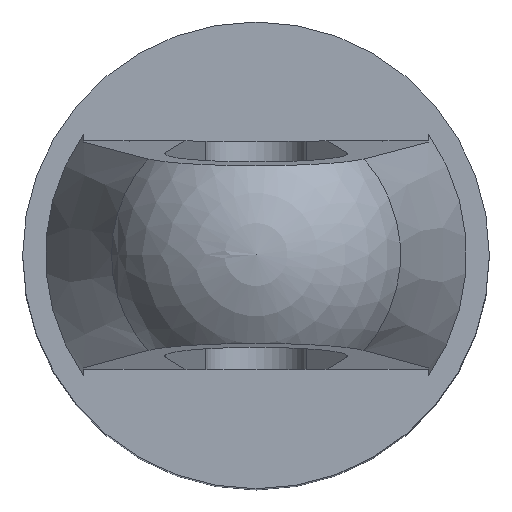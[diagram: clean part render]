
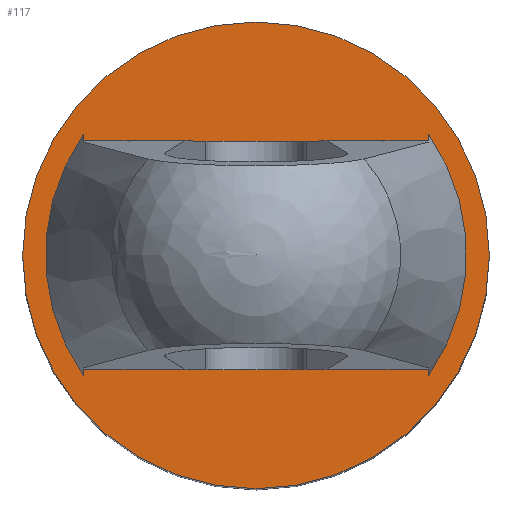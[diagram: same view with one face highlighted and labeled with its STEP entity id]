
A CAD part, top view. The second image highlights one B-rep face of the part: STEP entity #117.
In plain terms, the highlighted planar face has unit normal (0, 0, 1).
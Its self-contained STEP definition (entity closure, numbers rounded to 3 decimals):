
#117 = ADVANCED_FACE( '', ( #249, #250 ), #251, .T. );
#249 = FACE_BOUND( '', #396, .T. );
#250 = FACE_OUTER_BOUND( '', #397, .T. );
#251 = PLANE( '', #398 );
#396 = EDGE_LOOP( '', ( #682, #683, #684, #685, #686, #687 ) );
#397 = EDGE_LOOP( '', ( #688 ) );
#398 = AXIS2_PLACEMENT_3D( '', #689, #690, #691 );
#682 = ORIENTED_EDGE( '', *, *, #983, .T. );
#683 = ORIENTED_EDGE( '', *, *, #940, .F. );
#684 = ORIENTED_EDGE( '', *, *, #1004, .F. );
#685 = ORIENTED_EDGE( '', *, *, #890, .T. );
#686 = ORIENTED_EDGE( '', *, *, #1005, .T. );
#687 = ORIENTED_EDGE( '', *, *, #949, .T. );
#688 = ORIENTED_EDGE( '', *, *, #895, .F. );
#689 = CARTESIAN_POINT( '', ( -1.675, 0., 3.5 ) );
#690 = DIRECTION( '', ( 0., 0., 1. ) );
#691 = DIRECTION( '', ( 1., 0., 0. ) );
#890 = EDGE_CURVE( '', #1059, #1060, #1061, .T. );
#895 = EDGE_CURVE( '', #1068, #1068, #1069, .T. );
#940 = EDGE_CURVE( '', #1146, #1148, #1149, .T. );
#949 = EDGE_CURVE( '', #1164, #1162, #1165, .T. );
#983 = EDGE_CURVE( '', #1162, #1148, #1217, .T. );
#1004 = EDGE_CURVE( '', #1059, #1146, #1242, .T. );
#1005 = EDGE_CURVE( '', #1060, #1164, #1243, .T. );
#1059 = VERTEX_POINT( '', #1304 );
#1060 = VERTEX_POINT( '', #1305 );
#1061 = CIRCLE( '', #1306, 1.675 );
#1068 = VERTEX_POINT( '', #1315 );
#1069 = CIRCLE( '', #1316, 2.3 );
#1146 = VERTEX_POINT( '', #1432 );
#1148 = VERTEX_POINT( '', #1434 );
#1149 = LINE( '', #1435, #1436 );
#1162 = VERTEX_POINT( '', #1452 );
#1164 = VERTEX_POINT( '', #1455 );
#1165 = LINE( '', #1456, #1457 );
#1217 = CIRCLE( '', #1541, 1.675 );
#1242 = LINE( '', #1575, #1576 );
#1243 = LINE( '', #1577, #1578 );
#1304 = CARTESIAN_POINT( '', ( 1.241, 1.125, 3.5 ) );
#1305 = CARTESIAN_POINT( '', ( 1.241, -1.125, 3.5 ) );
#1306 = AXIS2_PLACEMENT_3D( '', #1668, #1669, #1670 );
#1315 = CARTESIAN_POINT( '', ( -2.3, 0., 3.5 ) );
#1316 = AXIS2_PLACEMENT_3D( '', #1676, #1677, #1678 );
#1432 = CARTESIAN_POINT( '', ( 0., 1.125, 3.5 ) );
#1434 = CARTESIAN_POINT( '', ( -1.241, 1.125, 3.5 ) );
#1435 = CARTESIAN_POINT( '', ( 1.7, 1.125, 3.5 ) );
#1436 = VECTOR( '', #1733, 1000. );
#1452 = CARTESIAN_POINT( '', ( -1.241, -1.125, 3.5 ) );
#1455 = CARTESIAN_POINT( '', ( 0., -1.125, 3.5 ) );
#1456 = CARTESIAN_POINT( '', ( 1.7, -1.125, 3.5 ) );
#1457 = VECTOR( '', #1744, 1000. );
#1541 = AXIS2_PLACEMENT_3D( '', #1777, #1778, #1779 );
#1575 = CARTESIAN_POINT( '', ( 1.7, 1.125, 3.5 ) );
#1576 = VECTOR( '', #1801, 1000. );
#1577 = CARTESIAN_POINT( '', ( 1.7, -1.125, 3.5 ) );
#1578 = VECTOR( '', #1802, 1000. );
#1668 = CARTESIAN_POINT( '', ( 0., 0., 3.5 ) );
#1669 = DIRECTION( '', ( 0., 0., -1. ) );
#1670 = DIRECTION( '', ( -1., 0., 0. ) );
#1676 = CARTESIAN_POINT( '', ( 0., 0., 3.5 ) );
#1677 = DIRECTION( '', ( 0., 0., -1. ) );
#1678 = DIRECTION( '', ( -1., 0., 0. ) );
#1733 = DIRECTION( '', ( -1., 0., 0. ) );
#1744 = DIRECTION( '', ( -1., 0., 0. ) );
#1777 = CARTESIAN_POINT( '', ( 0., 0., 3.5 ) );
#1778 = DIRECTION( '', ( 0., 0., -1. ) );
#1779 = DIRECTION( '', ( -1., 0., 0. ) );
#1801 = DIRECTION( '', ( -1., 0., 0. ) );
#1802 = DIRECTION( '', ( -1., 0., 0. ) );
